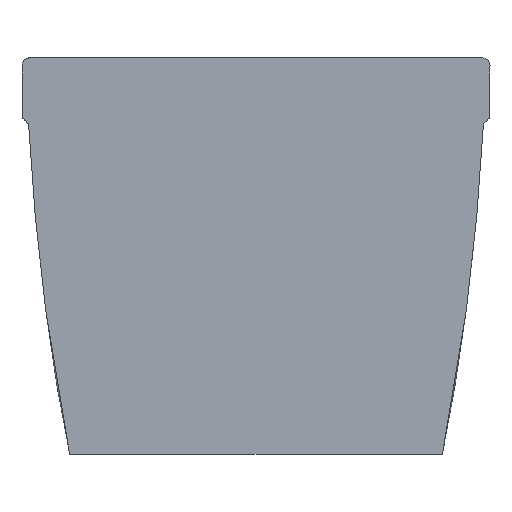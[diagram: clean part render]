
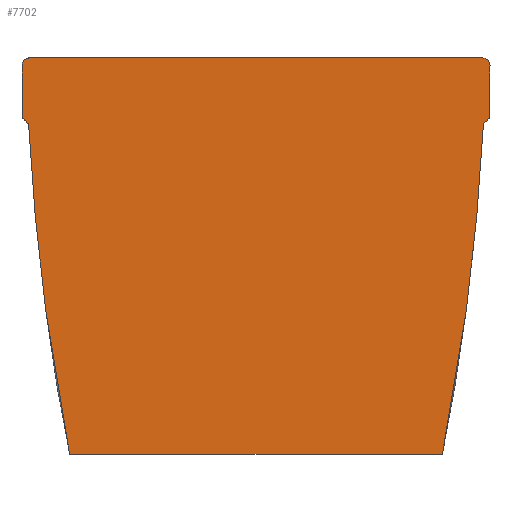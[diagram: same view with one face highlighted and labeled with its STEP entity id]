
A CAD part, left-side view. The second image highlights one B-rep face of the part: STEP entity #7702.
In plain terms, the highlighted planar face has unit normal (-1, 0, 0).
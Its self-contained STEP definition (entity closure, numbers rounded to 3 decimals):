
#1468=B_SPLINE_CURVE_WITH_KNOTS('',3,(#50424,#50425,#50426,#50427,#50428,
#50429),.UNSPECIFIED.,.F.,.F.,(4,1,1,4),(0.,0.002,0.005,
0.009),.UNSPECIFIED.);
#1470=B_SPLINE_CURVE_WITH_KNOTS('',3,(#50829,#50830,#50831,#50832,#50833,
#50834),.UNSPECIFIED.,.F.,.F.,(4,1,1,4),(0.034,0.036,
0.039,0.043),.UNSPECIFIED.);
#1487=B_SPLINE_CURVE_WITH_KNOTS('',3,(#52756,#52757,#52758,#52759,#52760,
#52761),.UNSPECIFIED.,.F.,.F.,(4,1,1,4),(0.022,0.025,
0.027,0.028),.UNSPECIFIED.);
#1490=B_SPLINE_CURVE_WITH_KNOTS('',3,(#53073,#53074,#53075,#53076,#53077,
#53078,#53079,#53080),.UNSPECIFIED.,.F.,.F.,(4,1,1,1,1,4),(0.757,
0.79,0.823,0.889,0.954,
1.02),.UNSPECIFIED.);
#1494=B_SPLINE_CURVE_WITH_KNOTS('',3,(#53450,#53451,#53452,#53453,#53454,
#53455,#53456,#53457),.UNSPECIFIED.,.F.,.F.,(4,1,1,1,1,4),(0.398,
0.431,0.464,0.53,0.596,
0.661),.UNSPECIFIED.);
#1496=B_SPLINE_CURVE_WITH_KNOTS('',3,(#53888,#53889,#53890,#53891,#53892),
 .UNSPECIFIED.,.F.,.F.,(4,1,4),(0.035,0.038,0.041),
 .UNSPECIFIED.);
#1498=B_SPLINE_CURVE_WITH_KNOTS('',3,(#54540,#54541,#54542,#54543,#54544),
 .UNSPECIFIED.,.F.,.F.,(4,1,4),(0.021,0.023,0.026),
 .UNSPECIFIED.);
#1502=B_SPLINE_CURVE_WITH_KNOTS('',3,(#55489,#55490,#55491,#55492,#55493),
 .UNSPECIFIED.,.F.,.F.,(4,1,4),(0.009,0.012,
0.014),.UNSPECIFIED.);
#3809=ORIENTED_EDGE('',*,*,#5169,.F.);
#3810=ORIENTED_EDGE('',*,*,#5162,.F.);
#3811=ORIENTED_EDGE('',*,*,#5157,.F.);
#3812=ORIENTED_EDGE('',*,*,#5155,.F.);
#3813=ORIENTED_EDGE('',*,*,#5153,.F.);
#3814=ORIENTED_EDGE('',*,*,#5151,.F.);
#3815=ORIENTED_EDGE('',*,*,#5148,.F.);
#3816=ORIENTED_EDGE('',*,*,#5145,.F.);
#3817=ORIENTED_EDGE('',*,*,#5161,.F.);
#3818=ORIENTED_EDGE('',*,*,#5166,.F.);
#3819=ORIENTED_EDGE('',*,*,#5167,.F.);
#3820=ORIENTED_EDGE('',*,*,#5139,.F.);
#3821=ORIENTED_EDGE('',*,*,#5126,.F.);
#3822=ORIENTED_EDGE('',*,*,#5121,.F.);
#3823=ORIENTED_EDGE('',*,*,#5124,.F.);
#3824=ORIENTED_EDGE('',*,*,#5133,.F.);
#5121=EDGE_CURVE('',#5920,#5922,#6088,.T.);
#5124=EDGE_CURVE('',#5924,#5920,#1468,.T.);
#5126=EDGE_CURVE('',#5922,#5925,#1470,.T.);
#5133=EDGE_CURVE('',#5931,#5924,#6089,.F.);
#5139=EDGE_CURVE('',#5925,#5933,#6090,.F.);
#5145=EDGE_CURVE('',#5935,#5937,#1487,.T.);
#5148=EDGE_CURVE('',#5937,#5939,#1490,.F.);
#5151=EDGE_CURVE('',#5939,#5941,#6091,.T.);
#5153=EDGE_CURVE('',#5941,#5942,#1494,.T.);
#5155=EDGE_CURVE('',#5942,#5943,#1496,.T.);
#5157=EDGE_CURVE('',#5943,#5944,#1498,.T.);
#5161=EDGE_CURVE('',#5946,#5935,#1502,.F.);
#5162=EDGE_CURVE('',#5944,#5947,#6092,.F.);
#5166=EDGE_CURVE('',#5949,#5946,#6093,.F.);
#5167=EDGE_CURVE('',#5933,#5949,#6094,.T.);
#5169=EDGE_CURVE('',#5947,#5931,#6095,.F.);
#5920=VERTEX_POINT('',#49765);
#5922=VERTEX_POINT('',#49768);
#5924=VERTEX_POINT('',#50423);
#5925=VERTEX_POINT('',#50835);
#5931=VERTEX_POINT('',#51190);
#5933=VERTEX_POINT('',#51464);
#5935=VERTEX_POINT('',#52754);
#5937=VERTEX_POINT('',#52762);
#5939=VERTEX_POINT('',#53081);
#5941=VERTEX_POINT('',#53131);
#5942=VERTEX_POINT('',#53458);
#5943=VERTEX_POINT('',#53893);
#5944=VERTEX_POINT('',#54545);
#5946=VERTEX_POINT('',#55488);
#5947=VERTEX_POINT('',#55549);
#5949=VERTEX_POINT('',#55669);
#6088=LINE('',#49767,#6173);
#6089=LINE('',#51191,#6174);
#6090=LINE('',#51508,#6175);
#6091=LINE('',#53130,#6176);
#6092=LINE('',#55548,#6177);
#6093=LINE('',#55670,#6178);
#6094=LINE('',#55727,#6179);
#6095=LINE('',#55788,#6180);
#6173=VECTOR('',#8226,1000.);
#6174=VECTOR('',#8229,1000.);
#6175=VECTOR('',#8230,1000.);
#6176=VECTOR('',#8235,1000.);
#6177=VECTOR('',#8236,1000.);
#6178=VECTOR('',#8237,1000.);
#6179=VECTOR('',#8238,1000.);
#6180=VECTOR('',#8239,1000.);
#6647=EDGE_LOOP('',(#3809,#3810,#3811,#3812,#3813,#3814,#3815,#3816,#3817,
#3818,#3819,#3820,#3821,#3822,#3823,#3824));
#7153=FACE_BOUND('',#6647,.T.);
#7245=PLANE('',#7895);
#7702=ADVANCED_FACE('',(#7153),#7245,.T.);
#7895=AXIS2_PLACEMENT_3D('',#55789,#8240,#8241);
#8226=DIRECTION('',(0.,-1.,0.));
#8229=DIRECTION('',(0.,0.,-1.));
#8230=DIRECTION('',(0.,0.,1.));
#8235=DIRECTION('',(0.,1.,0.));
#8236=DIRECTION('',(0.,0.,-1.));
#8237=DIRECTION('',(0.,0.,1.));
#8238=DIRECTION('',(0.,0.,-1.));
#8239=DIRECTION('',(0.,0.,-1.));
#8240=DIRECTION('',(-1.,0.,0.));
#8241=DIRECTION('',(0.,0.,1.));
#49765=CARTESIAN_POINT('',(50.,182.083,315.692));
#49767=CARTESIAN_POINT('',(50.,-178.908,315.692));
#49768=CARTESIAN_POINT('',(50.,-178.908,315.692));
#50423=CARTESIAN_POINT('',(50.,188.084,309.692));
#50424=CARTESIAN_POINT('',(50.,188.084,309.692));
#50425=CARTESIAN_POINT('',(50.,188.084,310.484));
#50426=CARTESIAN_POINT('',(50.,187.771,312.044));
#50427=CARTESIAN_POINT('',(50.,185.994,314.715));
#50428=CARTESIAN_POINT('',(50.,183.668,315.692));
#50429=CARTESIAN_POINT('',(50.,182.083,315.692));
#50829=CARTESIAN_POINT('',(50.,-178.908,315.692));
#50830=CARTESIAN_POINT('',(50.,-179.698,315.692));
#50831=CARTESIAN_POINT('',(50.,-181.259,315.381));
#50832=CARTESIAN_POINT('',(50.,-183.943,313.594));
#50833=CARTESIAN_POINT('',(50.,-184.909,311.261));
#50834=CARTESIAN_POINT('',(50.,-184.909,309.692));
#50835=CARTESIAN_POINT('',(50.,-184.909,309.692));
#51190=CARTESIAN_POINT('',(50.,188.084,304.692));
#51191=CARTESIAN_POINT('',(50.,188.084,306.692));
#51464=CARTESIAN_POINT('',(50.,-184.909,304.692));
#51508=CARTESIAN_POINT('',(50.,-184.909,306.692));
#52754=CARTESIAN_POINT('',(50.,-182.634,265.993));
#52756=CARTESIAN_POINT('',(50.,-182.634,265.993));
#52757=CARTESIAN_POINT('',(50.,-181.812,265.458));
#52758=CARTESIAN_POINT('',(50.,-180.774,264.377));
#52759=CARTESIAN_POINT('',(50.,-179.791,262.678));
#52760=CARTESIAN_POINT('',(50.,-179.548,261.707));
#52761=CARTESIAN_POINT('',(50.,-179.527,261.219));
#52762=CARTESIAN_POINT('',(50.,-179.527,261.219));
#53073=CARTESIAN_POINT('',(50.,-146.936,0.));
#53074=CARTESIAN_POINT('',(50.,-149.275,10.726));
#53075=CARTESIAN_POINT('',(50.,-153.445,32.294));
#53076=CARTESIAN_POINT('',(50.,-160.677,75.603));
#53077=CARTESIAN_POINT('',(50.,-168.215,129.984));
#53078=CARTESIAN_POINT('',(50.,-175.33,195.483));
#53079=CARTESIAN_POINT('',(50.,-178.57,239.277));
#53080=CARTESIAN_POINT('',(50.,-179.528,261.219));
#53081=CARTESIAN_POINT('',(50.,-146.936,0.));
#53130=CARTESIAN_POINT('',(50.,-146.936,0.));
#53131=CARTESIAN_POINT('',(50.,150.111,0.));
#53450=CARTESIAN_POINT('',(50.,150.111,0.));
#53451=CARTESIAN_POINT('',(50.,152.451,10.731));
#53452=CARTESIAN_POINT('',(50.,156.618,32.286));
#53453=CARTESIAN_POINT('',(50.,163.852,75.603));
#53454=CARTESIAN_POINT('',(50.,171.39,129.989));
#53455=CARTESIAN_POINT('',(50.,178.504,195.474));
#53456=CARTESIAN_POINT('',(50.,181.746,239.284));
#53457=CARTESIAN_POINT('',(50.,182.703,261.219));
#53458=CARTESIAN_POINT('',(50.,182.702,261.219));
#53888=CARTESIAN_POINT('',(50.,182.702,261.219));
#53889=CARTESIAN_POINT('',(50.,182.745,262.188));
#53890=CARTESIAN_POINT('',(50.,183.607,264.037));
#53891=CARTESIAN_POINT('',(50.,184.983,265.456));
#53892=CARTESIAN_POINT('',(50.,185.809,265.993));
#53893=CARTESIAN_POINT('',(50.,185.809,265.993));
#54540=CARTESIAN_POINT('',(50.,185.809,265.993));
#54541=CARTESIAN_POINT('',(50.,186.506,266.446));
#54542=CARTESIAN_POINT('',(50.,187.663,267.7));
#54543=CARTESIAN_POINT('',(50.,188.084,269.358));
#54544=CARTESIAN_POINT('',(50.,188.084,270.185));
#54545=CARTESIAN_POINT('',(50.,188.084,270.185));
#55488=CARTESIAN_POINT('',(50.,-184.909,270.185));
#55489=CARTESIAN_POINT('',(50.,-182.634,265.993));
#55490=CARTESIAN_POINT('',(50.,-183.336,266.45));
#55491=CARTESIAN_POINT('',(50.,-184.484,267.697));
#55492=CARTESIAN_POINT('',(50.,-184.909,269.355));
#55493=CARTESIAN_POINT('',(50.,-184.909,270.185));
#55548=CARTESIAN_POINT('',(50.,188.084,270.185));
#55549=CARTESIAN_POINT('',(50.,188.084,303.692));
#55669=CARTESIAN_POINT('',(50.,-184.909,303.692));
#55670=CARTESIAN_POINT('',(50.,-184.909,286.94));
#55727=CARTESIAN_POINT('',(50.,-184.909,304.692));
#55788=CARTESIAN_POINT('',(50.,188.084,304.692));
#55789=CARTESIAN_POINT('',(50.,-175.234,82.313));
